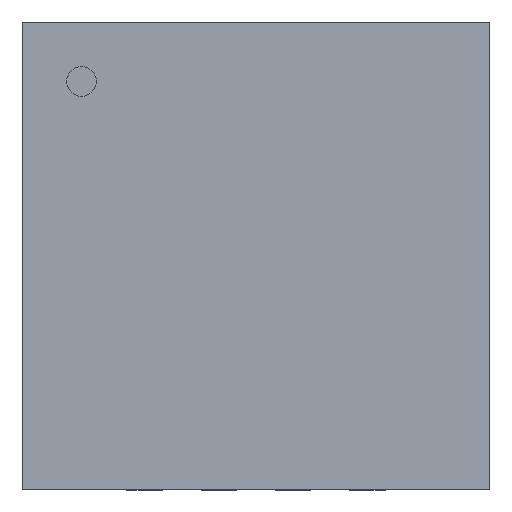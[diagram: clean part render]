
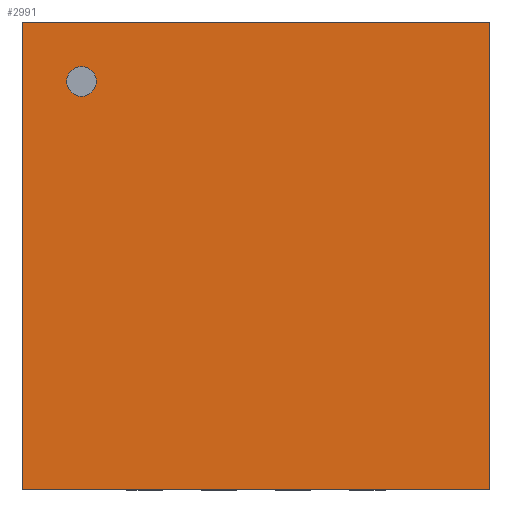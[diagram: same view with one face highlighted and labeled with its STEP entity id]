
A CAD part, top view. The second image highlights one B-rep face of the part: STEP entity #2991.
In plain terms, the highlighted planar face has unit normal (0, 0, 1).
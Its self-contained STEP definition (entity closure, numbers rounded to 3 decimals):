
#16=FACE_BOUND($,#470,.T.);
#104=CIRCLE($,#3271,0.1);
#291=FACE_OUTER_BOUND($,#469,.T.);
#469=EDGE_LOOP($,(#2533,#2534,#2535,#2536));
#470=EDGE_LOOP($,(#2537));
#718=LINE($,#4707,#1062);
#764=LINE($,#4809,#1108);
#805=LINE($,#4905,#1149);
#824=LINE($,#4940,#1168);
#1062=VECTOR($,#3850,3.15);
#1108=VECTOR($,#3938,3.15);
#1149=VECTOR($,#4021,3.15);
#1168=VECTOR($,#4052,3.15);
#1369=VERTEX_POINT($,#4704);
#1370=VERTEX_POINT($,#4706);
#1405=VERTEX_POINT($,#4807);
#1439=VERTEX_POINT($,#4903);
#1451=VERTEX_POINT($,#4950);
#1728=EDGE_CURVE($,#1369,#1370,#718,.T.);
#1782=EDGE_CURVE($,#1405,#1369,#764,.T.);
#1831=EDGE_CURVE($,#1439,#1405,#805,.T.);
#1852=EDGE_CURVE($,#1370,#1439,#824,.T.);
#1859=EDGE_CURVE($,#1451,#1451,#104,.T.);
#2533=ORIENTED_EDGE($,*,*,#1782,.F.);
#2534=ORIENTED_EDGE($,*,*,#1831,.F.);
#2535=ORIENTED_EDGE($,*,*,#1852,.F.);
#2536=ORIENTED_EDGE($,*,*,#1728,.F.);
#2537=ORIENTED_EDGE($,*,*,#1859,.T.);
#2815=PLANE($,#3273);
#2991=ADVANCED_FACE($,(#291,#16),#2815,.T.);
#3271=AXIS2_PLACEMENT_3D($,#4951,#4064,#4065);
#3273=AXIS2_PLACEMENT_3D($,#4953,#4068,#4069);
#3850=DIRECTION($,(1.,0.,0.));
#3938=DIRECTION($,(0.,1.,0.));
#4021=DIRECTION($,(-1.,0.,0.));
#4052=DIRECTION($,(0.,-1.,0.));
#4064=DIRECTION('center_axis',(0.,0.,-1.));
#4065=DIRECTION('ref_axis',(1.,0.,0.));
#4068=DIRECTION('center_axis',(0.,0.,1.));
#4069=DIRECTION('ref_axis',(1.,0.,0.));
#4704=CARTESIAN_POINT('',(-1.575,1.575,0.8));
#4706=CARTESIAN_POINT('',(1.575,1.575,0.8));
#4707=CARTESIAN_POINT($,(1.575,1.575,0.8));
#4807=CARTESIAN_POINT('',(-1.575,-1.575,0.8));
#4809=CARTESIAN_POINT($,(-1.575,1.575,0.8));
#4903=CARTESIAN_POINT('',(1.575,-1.575,0.8));
#4905=CARTESIAN_POINT($,(-1.575,-1.575,0.8));
#4940=CARTESIAN_POINT($,(1.575,-1.575,0.8));
#4950=CARTESIAN_POINT('',(-1.075,1.175,0.8));
#4951=CARTESIAN_POINT('Origin',(-1.175,1.175,0.8));
#4953=CARTESIAN_POINT('Origin',(0.,0.,
0.8));
